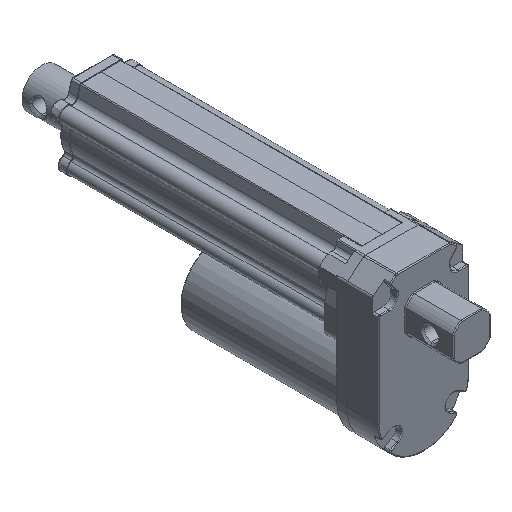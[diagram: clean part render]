
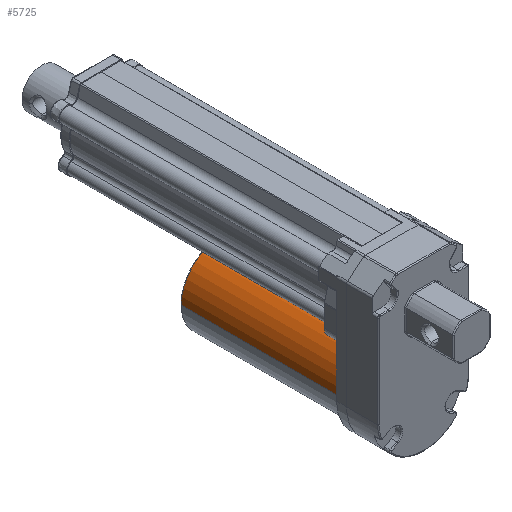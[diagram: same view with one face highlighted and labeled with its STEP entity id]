
A CAD part, isometric view. The second image highlights one B-rep face of the part: STEP entity #5725.
In plain terms, the highlighted cylindrical face has radius 22.5 mm (diameter 45 mm), a partial arc.
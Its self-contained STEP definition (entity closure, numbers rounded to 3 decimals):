
#5465=CARTESIAN_POINT('',(0.,0.,0.));
#5466=DIRECTION('',(0.,1.,0.));
#5467=DIRECTION('',(-1.,0.,0.));
#5468=AXIS2_PLACEMENT_3D('',#5465,#5466,#5467);
#5539=CARTESIAN_POINT('',(0.,89.5,0.));
#5540=DIRECTION('',(0.,1.,0.));
#5541=DIRECTION('',(-1.,0.,0.));
#5542=AXIS2_PLACEMENT_3D('',#5539,#5540,#5541);
#5544=DIRECTION('',(0.,-1.,0.));
#5545=VECTOR('',#5544,89.5);
#5546=CARTESIAN_POINT('',(22.5,89.5,
0.));
#5547=LINE('',#5546,#5545);
#5548=DIRECTION('',(0.,1.,0.));
#5549=VECTOR('',#5548,89.5);
#5550=CARTESIAN_POINT('',(-22.5,0.,0.));
#5551=LINE('',#5550,#5549);
#5552=CARTESIAN_POINT('',(22.5,0.,0.));
#5553=CARTESIAN_POINT('',(-22.5,0.,0.));
#5554=VERTEX_POINT('',#5552);
#5555=VERTEX_POINT('',#5553);
#5572=CARTESIAN_POINT('',(22.5,89.5,0.));
#5573=CARTESIAN_POINT('',(-22.5,89.5,0.));
#5574=VERTEX_POINT('',#5572);
#5575=VERTEX_POINT('',#5573);
#5714=CARTESIAN_POINT('',(0.,0.,0.));
#5715=DIRECTION('',(0.,1.,0.));
#5716=DIRECTION('',(1.,0.,0.));
#5717=AXIS2_PLACEMENT_3D('',#5714,#5715,#5716);
#5718=CYLINDRICAL_SURFACE('',#5717,22.5);
#5719=ORIENTED_EDGE('',*,*,#5708,.T.);
#5720=ORIENTED_EDGE('',*,*,#5598,.T.);
#5721=ORIENTED_EDGE('',*,*,#5583,.F.);
#5722=ORIENTED_EDGE('',*,*,#5595,.T.);
#5723=EDGE_LOOP('',(#5719,#5720,#5721,#5722));
#5724=FACE_OUTER_BOUND('',#5723,.F.);
#5469=CIRCLE('',#5468,22.5);
#5543=CIRCLE('',#5542,22.5);
#5583=EDGE_CURVE('',#5555,#5554,#5469,.T.);
#5595=EDGE_CURVE('',#5555,#5575,#5551,.T.);
#5598=EDGE_CURVE('',#5574,#5554,#5547,.T.);
#5708=EDGE_CURVE('',#5575,#5574,#5543,.T.);
#5725=ADVANCED_FACE('',(#5724),#5718,.T.);
